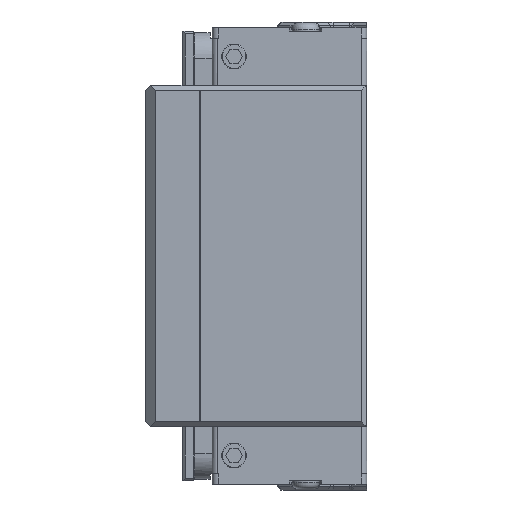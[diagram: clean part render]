
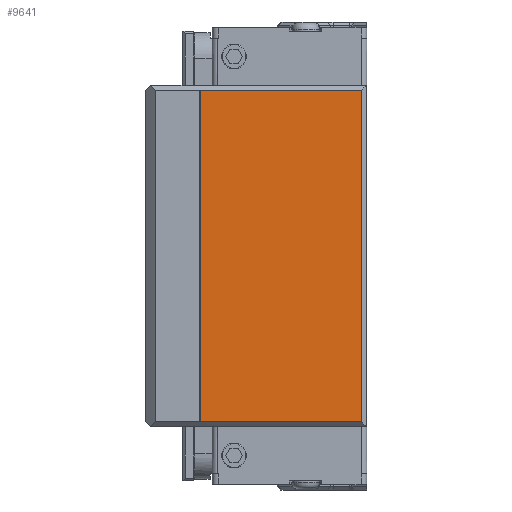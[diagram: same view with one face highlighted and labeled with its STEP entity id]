
A CAD part, left-side view. The second image highlights one B-rep face of the part: STEP entity #9641.
In plain terms, the highlighted planar face has unit normal (-1, 0, 0).
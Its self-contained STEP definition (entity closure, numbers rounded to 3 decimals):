
#669=PLANE('',#10504);
#1181=FACE_OUTER_BOUND('',#1723,.T.);
#1723=EDGE_LOOP('',(#9101,#9102,#9103,#9104));
#2687=LINE('',#16038,#3713);
#2697=LINE('',#16059,#3723);
#2707=LINE('',#16076,#3733);
#2750=LINE('',#16165,#3776);
#3713=VECTOR('',#13066,10.);
#3723=VECTOR('',#13080,10.);
#3733=VECTOR('',#13096,10.);
#3776=VECTOR('',#13211,10.);
#4980=VERTEX_POINT('',#16035);
#4981=VERTEX_POINT('',#16037);
#4988=VERTEX_POINT('',#16055);
#4990=VERTEX_POINT('',#16058);
#6309=EDGE_CURVE('',#4981,#4980,#2687,.T.);
#6319=EDGE_CURVE('',#4990,#4988,#2697,.T.);
#6329=EDGE_CURVE('',#4980,#4990,#2707,.T.);
#6372=EDGE_CURVE('',#4981,#4988,#2750,.T.);
#9101=ORIENTED_EDGE('',*,*,#6309,.T.);
#9102=ORIENTED_EDGE('',*,*,#6329,.T.);
#9103=ORIENTED_EDGE('',*,*,#6319,.T.);
#9104=ORIENTED_EDGE('',*,*,#6372,.F.);
#9641=ADVANCED_FACE('',(#1181),#669,.T.);
#10504=AXIS2_PLACEMENT_3D('',#16164,#13209,#13210);
#13066=DIRECTION('',(0.,-1.,0.));
#13080=DIRECTION('',(0.,1.,0.));
#13096=DIRECTION('',(0.,0.,1.));
#13209=DIRECTION('center_axis',(-1.,0.,0.));
#13210=DIRECTION('ref_axis',(0.,-1.,0.));
#13211=DIRECTION('',(0.,0.,1.));
#16035=CARTESIAN_POINT('',(-42.85,-35.2,-45.65));
#16037=CARTESIAN_POINT('',(-42.85,9.25,-45.65));
#16038=CARTESIAN_POINT('',(-42.85,4.625,-45.65));
#16055=CARTESIAN_POINT('',(-42.85,9.25,45.65));
#16058=CARTESIAN_POINT('',(-42.85,-35.2,45.65));
#16059=CARTESIAN_POINT('',(-42.85,4.625,45.65));
#16076=CARTESIAN_POINT('',(-42.85,-35.2,0.));
#16164=CARTESIAN_POINT('Origin',(-42.85,9.25,0.));
#16165=CARTESIAN_POINT('',(-42.85,9.25,0.));
